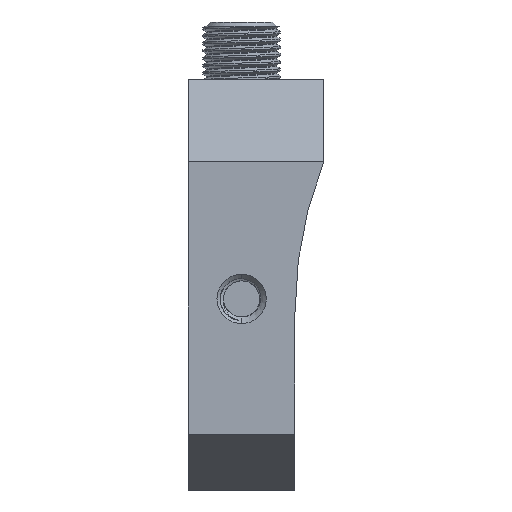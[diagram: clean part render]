
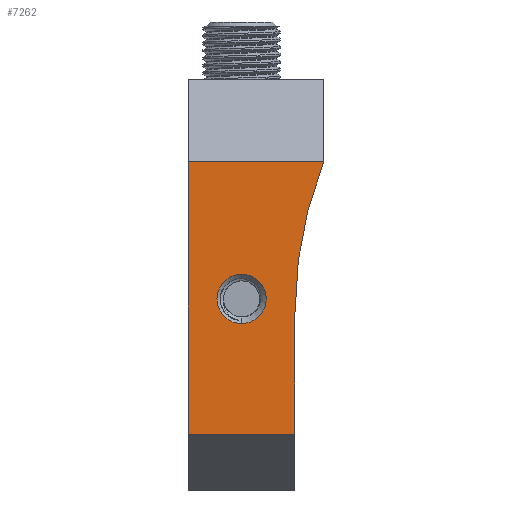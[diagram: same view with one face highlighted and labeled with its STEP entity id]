
A CAD part, front view. The second image highlights one B-rep face of the part: STEP entity #7262.
In plain terms, the highlighted planar face has unit normal (0, -1, 0).
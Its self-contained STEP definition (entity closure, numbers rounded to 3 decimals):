
#152 = CIRCLE ( 'NONE', #4306, 3. ) ;
#250 = DIRECTION ( 'NONE',  ( 0., 1., 0. ) ) ;
#373 = AXIS2_PLACEMENT_3D ( 'NONE', #5858, #250, #2989 ) ;
#402 = CARTESIAN_POINT ( 'NONE',  ( 66., -21.15, -23.225 ) ) ;
#425 = LINE ( 'NONE', #4640, #5832 ) ;
#445 = VECTOR ( 'NONE', #6919, 1000. ) ;
#475 = CARTESIAN_POINT ( 'NONE',  ( 72.5, -21.15, -6.724 ) ) ;
#501 = ORIENTED_EDGE ( 'NONE', *, *, #8442, .T. ) ;
#897 = PLANE ( 'NONE',  #373 ) ;
#1038 = CARTESIAN_POINT ( 'NONE',  ( 72.5, -21.15, -9.724 ) ) ;
#1350 = CARTESIAN_POINT ( 'NONE',  ( 79., -21.15, -23.225 ) ) ;
#1630 = DIRECTION ( 'NONE',  ( 0., -1., 0. ) ) ;
#1642 = ORIENTED_EDGE ( 'NONE', *, *, #3489, .F. ) ;
#1650 = VERTEX_POINT ( 'NONE', #2783 ) ;
#1716 = VECTOR ( 'NONE', #8716, 1000. ) ;
#1726 = EDGE_LOOP ( 'NONE', ( #1642, #4747 ) ) ;
#1751 = ORIENTED_EDGE ( 'NONE', *, *, #7316, .T. ) ;
#1840 = ORIENTED_EDGE ( 'NONE', *, *, #2679, .T. ) ;
#1964 = EDGE_CURVE ( 'NONE', #6844, #2433, #2462, .T. ) ;
#2338 = DIRECTION ( 'NONE',  ( 0., 1., 0. ) ) ;
#2433 = VERTEX_POINT ( 'NONE', #1038 ) ;
#2462 = CIRCLE ( 'NONE', #6908, 3. ) ;
#2587 = ORIENTED_EDGE ( 'NONE', *, *, #6746, .F. ) ;
#2679 = EDGE_CURVE ( 'NONE', #1650, #7890, #3072, .T. ) ;
#2783 = CARTESIAN_POINT ( 'NONE',  ( 66., -21.15, 10. ) ) ;
#2882 = CARTESIAN_POINT ( 'NONE',  ( 72.5, -21.15, -3.724 ) ) ;
#2989 = DIRECTION ( 'NONE',  ( 0., 0., 1. ) ) ;
#3045 = VERTEX_POINT ( 'NONE', #5666 ) ;
#3053 = LINE ( 'NONE', #4398, #5039 ) ;
#3072 = LINE ( 'NONE', #5896, #1716 ) ;
#3260 = EDGE_CURVE ( 'NONE', #4766, #4570, #3053, .T. ) ;
#3489 = EDGE_CURVE ( 'NONE', #2433, #6844, #152, .T. ) ;
#3868 = CARTESIAN_POINT ( 'NONE',  ( 72.5, -21.15, -6.724 ) ) ;
#4306 = AXIS2_PLACEMENT_3D ( 'NONE', #475, #7595, #5384 ) ;
#4398 = CARTESIAN_POINT ( 'NONE',  ( 79., -21.15, 0. ) ) ;
#4570 = VERTEX_POINT ( 'NONE', #7215 ) ;
#4640 = CARTESIAN_POINT ( 'NONE',  ( 79., -21.15, 10. ) ) ;
#4747 = ORIENTED_EDGE ( 'NONE', *, *, #1964, .F. ) ;
#4766 = VERTEX_POINT ( 'NONE', #5633 ) ;
#4831 = ORIENTED_EDGE ( 'NONE', *, *, #3260, .F. ) ;
#5039 = VECTOR ( 'NONE', #5134, 1000. ) ;
#5134 = DIRECTION ( 'NONE',  ( 0., 0., -1. ) ) ;
#5384 = DIRECTION ( 'NONE',  ( 0., 0., -1. ) ) ;
#5633 = CARTESIAN_POINT ( 'NONE',  ( 79., -21.15, -8.378 ) ) ;
#5666 = CARTESIAN_POINT ( 'NONE',  ( 82.5, -21.15, 10. ) ) ;
#5812 = FACE_OUTER_BOUND ( 'NONE', #5815, .T. ) ;
#5815 = EDGE_LOOP ( 'NONE', ( #1840, #2587, #4831, #1751, #501 ) ) ;
#5832 = VECTOR ( 'NONE', #6860, 1000. ) ;
#5858 = CARTESIAN_POINT ( 'NONE',  ( 79., -21.15, 0. ) ) ;
#5896 = CARTESIAN_POINT ( 'NONE',  ( 66., -21.15, 0. ) ) ;
#6150 = CIRCLE ( 'NONE', #8797, 50. ) ;
#6548 = FACE_BOUND ( 'NONE', #1726, .T. ) ;
#6746 = EDGE_CURVE ( 'NONE', #4570, #7890, #7691, .T. ) ;
#6844 = VERTEX_POINT ( 'NONE', #2882 ) ;
#6860 = DIRECTION ( 'NONE',  ( -1., 0., 0. ) ) ;
#6908 = AXIS2_PLACEMENT_3D ( 'NONE', #3868, #1630, #8669 ) ;
#6919 = DIRECTION ( 'NONE',  ( -1., 0., 0. ) ) ;
#7201 = DIRECTION ( 'NONE',  ( 0., 0., 1. ) ) ;
#7215 = CARTESIAN_POINT ( 'NONE',  ( 79., -21.15, -23.225 ) ) ;
#7262 = ADVANCED_FACE ( 'NONE', ( #6548, #5812 ), #897, .F. ) ;
#7316 = EDGE_CURVE ( 'NONE', #4766, #3045, #6150, .T. ) ;
#7595 = DIRECTION ( 'NONE',  ( 0., -1., 0. ) ) ;
#7691 = LINE ( 'NONE', #1350, #445 ) ;
#7890 = VERTEX_POINT ( 'NONE', #402 ) ;
#7974 = CARTESIAN_POINT ( 'NONE',  ( 129., -21.15, -8.378 ) ) ;
#8442 = EDGE_CURVE ( 'NONE', #3045, #1650, #425, .T. ) ;
#8669 = DIRECTION ( 'NONE',  ( 0., 0., -1. ) ) ;
#8716 = DIRECTION ( 'NONE',  ( 0., 0., -1. ) ) ;
#8797 = AXIS2_PLACEMENT_3D ( 'NONE', #7974, #2338, #7201 ) ;
